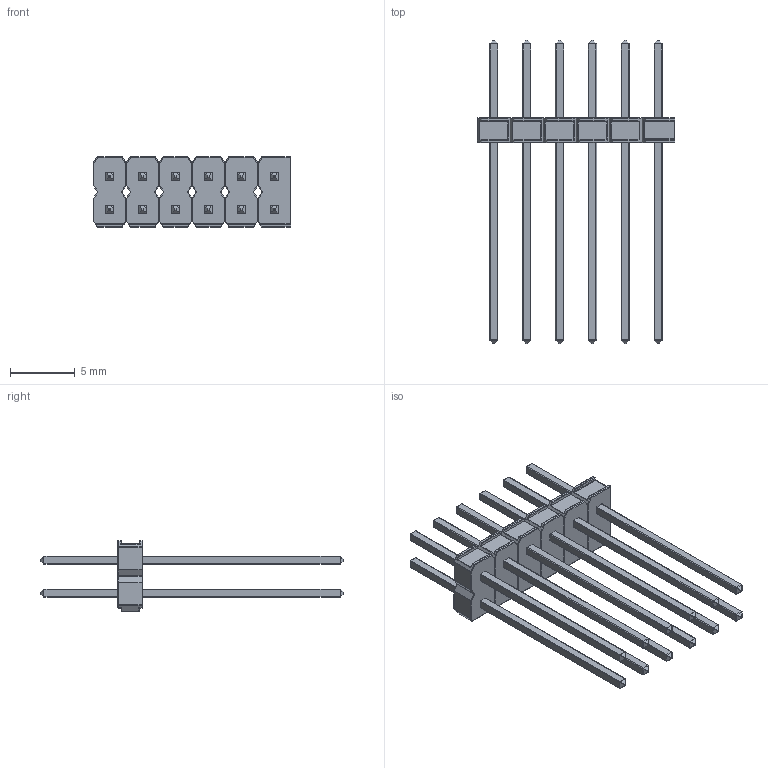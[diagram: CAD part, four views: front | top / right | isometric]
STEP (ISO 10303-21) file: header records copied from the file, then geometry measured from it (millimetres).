
FILE_DESCRIPTION (( 'STEP AP214' ), '1' );
FILE_NAME ('929836-05-06.STEP', '2017-12-18T21:26:37', ( '' ), ( '' ), 'SwSTEP 2.0', 'SolidWorks 2014', '' );
FILE_SCHEMA (( 'AUTOMOTIVE_DESIGN' ));
Length unit declared in the file: millimetre
Products named in the file (3): 836-05-Pin-Middle; 836-05-Pin-End; 929836-05-06
Assembly tree (6 placements, depth 2):
  929836-05-06
    836-05-Pin-End
    836-05-Pin-Middle  x5
Bounding box: 15.24 x 23.38 x 5.46 mm (x, y, z)
Volume: 250.3 mm3; surface area: 977.1 mm2
Topology: 26 solids, 26 shells, 1526 faces, 3406 edges, 1656 vertices
Faces by surface type: cylinder 745, sphere 376, plane 375, torus 26, bspline 4
Entity records: 14354 total; most frequent: DIRECTION 2460, CARTESIAN_POINT 2169, ORIENTED_EDGE 2028, EDGE_CURVE 1014, AXIS2_PLACEMENT_3D 971, VERTEX_POINT 536, LINE 518, VECTOR 518
